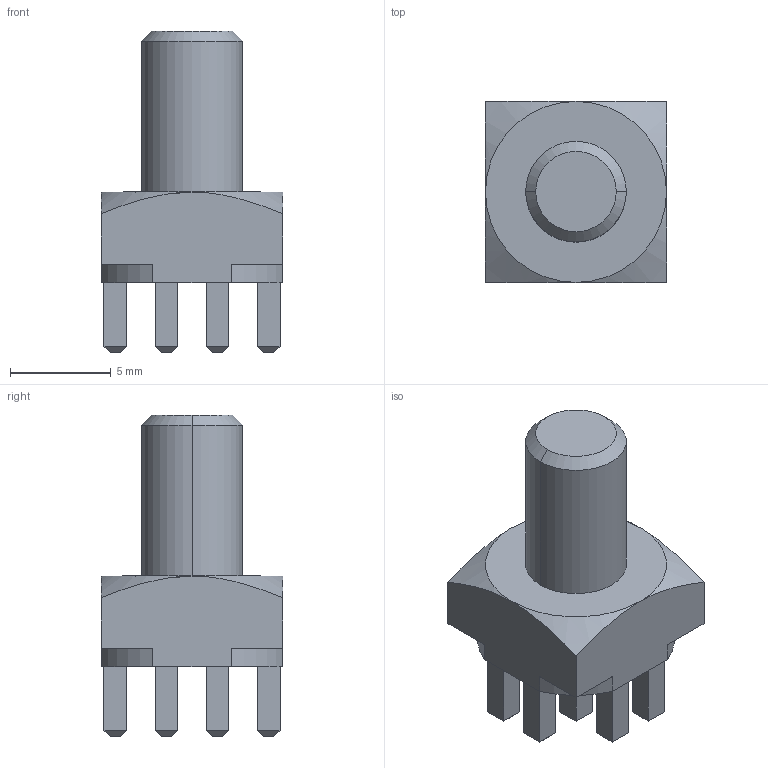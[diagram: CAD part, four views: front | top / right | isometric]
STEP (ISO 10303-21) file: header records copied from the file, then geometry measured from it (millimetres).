
FILE_DESCRIPTION (( 'STEP AP203' ), '1' );
FILE_NAME ('92373-C.STEP', '2013-12-17T17:26:23', ( 'Hajo' ), ( 'Microsoft' ), 'SwSTEP 2.0', 'SolidWorks 2011', '' );
FILE_SCHEMA (( 'CONFIG_CONTROL_DESIGN' ));
Length unit declared in the file: millimetre
Products named in the file (1): 92373-C
Bounding box: 9 x 9 x 16 mm (x, y, z)
Volume: 556.9 mm3; surface area: 607 mm2
Topology: 1 solids, 1 shells, 131 faces, 294 edges, 178 vertices
Faces by surface type: plane 119, cone 6, cylinder 6
Entity records: 3631 total; most frequent: CARTESIAN_POINT 660, ORIENTED_EDGE 588, DIRECTION 568, EDGE_CURVE 294, LINE 268, VECTOR 268, VERTEX_POINT 178, AXIS2_PLACEMENT_3D 150
